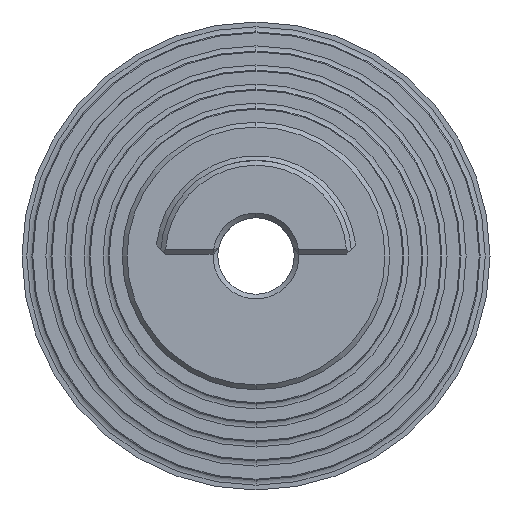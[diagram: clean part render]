
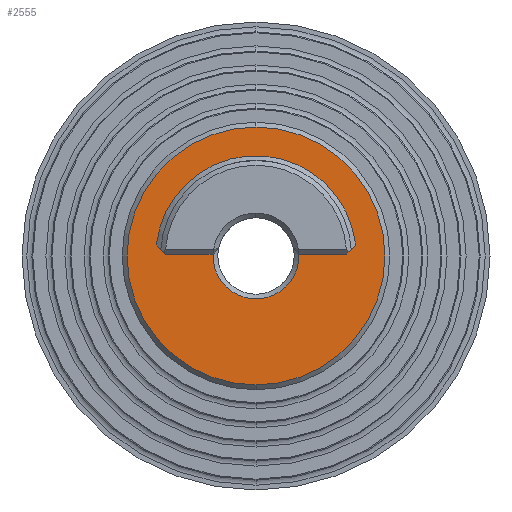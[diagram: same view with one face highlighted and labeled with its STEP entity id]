
A CAD part, left-side view. The second image highlights one B-rep face of the part: STEP entity #2555.
In plain terms, the highlighted planar face has unit normal (-1, 0, 0).
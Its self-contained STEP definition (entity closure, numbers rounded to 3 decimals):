
#183 = CARTESIAN_POINT ( 'NONE',  ( 0., 9.508, 0.2 ) ) ;
#222 = CARTESIAN_POINT ( 'NONE',  ( 0., 9.998, 0.2 ) ) ;
#227 = DIRECTION ( 'NONE',  ( 0., 0., -1. ) ) ;
#235 = VECTOR ( 'NONE', #2937, 1000. ) ;
#246 = ORIENTED_EDGE ( 'NONE', *, *, #3526, .T. ) ;
#281 = AXIS2_PLACEMENT_3D ( 'NONE', #2685, #801, #227 ) ;
#308 = DIRECTION ( 'NONE',  ( 1., 0., 0. ) ) ;
#362 = FACE_BOUND ( 'NONE', #986, .T. ) ;
#364 = CARTESIAN_POINT ( 'NONE',  ( 0., 10.435, 1.165 ) ) ;
#389 = EDGE_CURVE ( 'NONE', #1021, #1861, #1655, .T. ) ;
#396 = CIRCLE ( 'NONE', #281, 13.5 ) ;
#398 = VECTOR ( 'NONE', #1125, 1000. ) ;
#416 = CARTESIAN_POINT ( 'NONE',  ( 0., 0., 0. ) ) ;
#540 = VECTOR ( 'NONE', #2659, 1000. ) ;
#724 = EDGE_CURVE ( 'NONE', #2066, #1021, #1475, .T. ) ;
#727 = DIRECTION ( 'NONE',  ( -1., 0., 0. ) ) ;
#758 = ORIENTED_EDGE ( 'NONE', *, *, #389, .T. ) ;
#787 = CARTESIAN_POINT ( 'NONE',  ( 0., 0.351, -9.649 ) ) ;
#801 = DIRECTION ( 'NONE',  ( -1., 0., 0. ) ) ;
#806 = VECTOR ( 'NONE', #936, 1000. ) ;
#884 = ORIENTED_EDGE ( 'NONE', *, *, #2368, .T. ) ;
#936 = DIRECTION ( 'NONE',  ( 0., 0.693, 0.721 ) ) ;
#986 = EDGE_LOOP ( 'NONE', ( #2581, #1438, #2461, #2666, #758, #884 ) ) ;
#1021 = VERTEX_POINT ( 'NONE', #364 ) ;
#1125 = DIRECTION ( 'NONE',  ( 0., -1., 0. ) ) ;
#1172 = CARTESIAN_POINT ( 'NONE',  ( 0., 4.496, 0.2 ) ) ;
#1390 = CARTESIAN_POINT ( 'NONE',  ( 0., 0., -13.5 ) ) ;
#1405 = CARTESIAN_POINT ( 'NONE',  ( 0., 0., 0. ) ) ;
#1412 = LINE ( 'NONE', #2530, #398 ) ;
#1413 = AXIS2_PLACEMENT_3D ( 'NONE', #1405, #308, #1956 ) ;
#1415 = VERTEX_POINT ( 'NONE', #2882 ) ;
#1438 = ORIENTED_EDGE ( 'NONE', *, *, #1630, .T. ) ;
#1453 = VERTEX_POINT ( 'NONE', #1390 ) ;
#1475 = LINE ( 'NONE', #2096, #806 ) ;
#1497 = CIRCLE ( 'NONE', #2633, 4.5 ) ;
#1609 = EDGE_CURVE ( 'NONE', #1631, #1453, #396, .T. ) ;
#1630 = EDGE_CURVE ( 'NONE', #1415, #2534, #1497, .T. ) ;
#1631 = VERTEX_POINT ( 'NONE', #2159 ) ;
#1655 = CIRCLE ( 'NONE', #1413, 10.5 ) ;
#1746 = EDGE_LOOP ( 'NONE', ( #246, #1929 ) ) ;
#1861 = VERTEX_POINT ( 'NONE', #2522 ) ;
#1929 = ORIENTED_EDGE ( 'NONE', *, *, #1609, .T. ) ;
#1956 = DIRECTION ( 'NONE',  ( 0., 0., -1. ) ) ;
#1983 = PLANE ( 'NONE',  #2190 ) ;
#2066 = VERTEX_POINT ( 'NONE', #183 ) ;
#2096 = CARTESIAN_POINT ( 'NONE',  ( 0., 9.644, 0.342 ) ) ;
#2114 = CARTESIAN_POINT ( 'NONE',  ( 0., -9.498, 0.2 ) ) ;
#2159 = CARTESIAN_POINT ( 'NONE',  ( 0., 0., 13.5 ) ) ;
#2190 = AXIS2_PLACEMENT_3D ( 'NONE', #2554, #3286, #3035 ) ;
#2191 = EDGE_CURVE ( 'NONE', #1415, #3091, #1412, .T. ) ;
#2274 = FACE_OUTER_BOUND ( 'NONE', #1746, .T. ) ;
#2368 = EDGE_CURVE ( 'NONE', #1861, #3091, #2403, .T. ) ;
#2403 = LINE ( 'NONE', #787, #235 ) ;
#2417 = CARTESIAN_POINT ( 'NONE',  ( 0., 0., 0. ) ) ;
#2421 = CIRCLE ( 'NONE', #2809, 13.5 ) ;
#2461 = ORIENTED_EDGE ( 'NONE', *, *, #2954, .F. ) ;
#2522 = CARTESIAN_POINT ( 'NONE',  ( 0., -10.438, 1.14 ) ) ;
#2530 = CARTESIAN_POINT ( 'NONE',  ( 0., 9.998, 0.2 ) ) ;
#2534 = VERTEX_POINT ( 'NONE', #1172 ) ;
#2554 = CARTESIAN_POINT ( 'NONE',  ( 0., 10., 0. ) ) ;
#2555 = ADVANCED_FACE ( 'NONE', ( #2274, #362 ), #1983, .F. ) ;
#2581 = ORIENTED_EDGE ( 'NONE', *, *, #2191, .F. ) ;
#2633 = AXIS2_PLACEMENT_3D ( 'NONE', #2417, #2970, #3491 ) ;
#2642 = DIRECTION ( 'NONE',  ( 0., 0., -1. ) ) ;
#2659 = DIRECTION ( 'NONE',  ( 0., -1., 0. ) ) ;
#2666 = ORIENTED_EDGE ( 'NONE', *, *, #724, .T. ) ;
#2685 = CARTESIAN_POINT ( 'NONE',  ( 0., 0., 0. ) ) ;
#2809 = AXIS2_PLACEMENT_3D ( 'NONE', #416, #727, #2642 ) ;
#2858 = LINE ( 'NONE', #222, #540 ) ;
#2882 = CARTESIAN_POINT ( 'NONE',  ( 0., -4.496, 0.2 ) ) ;
#2937 = DIRECTION ( 'NONE',  ( 0., 0.707, -0.707 ) ) ;
#2954 = EDGE_CURVE ( 'NONE', #2066, #2534, #2858, .T. ) ;
#2970 = DIRECTION ( 'NONE',  ( 1., 0., 0. ) ) ;
#3035 = DIRECTION ( 'NONE',  ( 0., 0., -1. ) ) ;
#3091 = VERTEX_POINT ( 'NONE', #2114 ) ;
#3286 = DIRECTION ( 'NONE',  ( 1., 0., 0. ) ) ;
#3491 = DIRECTION ( 'NONE',  ( 0., 0., -1. ) ) ;
#3526 = EDGE_CURVE ( 'NONE', #1453, #1631, #2421, .T. ) ;
